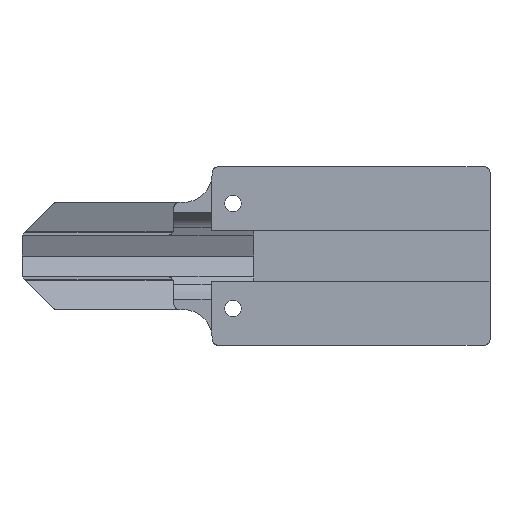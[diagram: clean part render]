
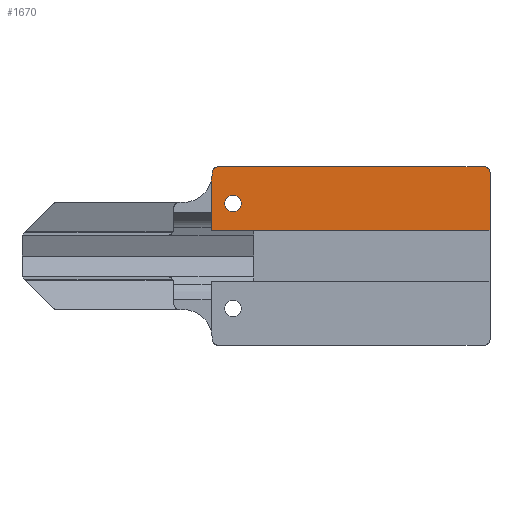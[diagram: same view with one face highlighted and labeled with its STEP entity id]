
A CAD part, front view. The second image highlights one B-rep face of the part: STEP entity #1670.
In plain terms, the highlighted planar face has unit normal (0, -1, 0).
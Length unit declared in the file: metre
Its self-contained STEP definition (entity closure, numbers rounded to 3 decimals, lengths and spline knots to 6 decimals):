
#36=CIRCLE('',#1781,0.001);
#37=CIRCLE('',#1782,0.001);
#38=CIRCLE('',#1783,0.005);
#39=CIRCLE('',#1784,0.0014);
#153=ORIENTED_EDGE('',*,*,#617,.T.);
#154=ORIENTED_EDGE('',*,*,#650,.T.);
#155=ORIENTED_EDGE('',*,*,#649,.F.);
#156=ORIENTED_EDGE('',*,*,#651,.T.);
#157=ORIENTED_EDGE('',*,*,#652,.T.);
#158=ORIENTED_EDGE('',*,*,#653,.F.);
#159=ORIENTED_EDGE('',*,*,#654,.F.);
#160=ORIENTED_EDGE('',*,*,#655,.F.);
#161=ORIENTED_EDGE('',*,*,#618,.T.);
#162=ORIENTED_EDGE('',*,*,#656,.F.);
#617=EDGE_CURVE('',#870,#869,#1036,.T.);
#618=EDGE_CURVE('',#859,#870,#1037,.T.);
#649=EDGE_CURVE('',#894,#893,#1060,.T.);
#650=EDGE_CURVE('',#869,#893,#36,.T.);
#651=EDGE_CURVE('',#894,#895,#37,.T.);
#652=EDGE_CURVE('',#895,#896,#38,.T.);
#653=EDGE_CURVE('',#897,#896,#1061,.T.);
#654=EDGE_CURVE('',#898,#897,#1062,.T.);
#655=EDGE_CURVE('',#859,#898,#1063,.F.);
#656=EDGE_CURVE('',#899,#899,#39,.T.);
#859=VERTEX_POINT('',#2411);
#869=VERTEX_POINT('',#2431);
#870=VERTEX_POINT('',#2433);
#893=VERTEX_POINT('',#2499);
#894=VERTEX_POINT('',#2501);
#895=VERTEX_POINT('',#2506);
#896=VERTEX_POINT('',#2508);
#897=VERTEX_POINT('',#2510);
#898=VERTEX_POINT('',#2512);
#899=VERTEX_POINT('',#2515);
#1036=LINE('',#2432,#1222);
#1037=LINE('',#2434,#1223);
#1060=LINE('',#2502,#1246);
#1061=LINE('',#2509,#1247);
#1062=LINE('',#2511,#1248);
#1063=LINE('',#2513,#1249);
#1222=VECTOR('',#1932,1.);
#1223=VECTOR('',#1933,1.);
#1246=VECTOR('',#1982,1.);
#1247=VECTOR('',#1991,1.);
#1248=VECTOR('',#1992,1.);
#1249=VECTOR('',#1993,1.);
#1405=EDGE_LOOP('',(#153,#154,#155,#156,#157,#158,#159,#160,#161));
#1406=EDGE_LOOP('',(#162));
#1504=FACE_BOUND('',#1405,.T.);
#1505=FACE_BOUND('',#1406,.T.);
#1603=PLANE('',#1780);
#1670=ADVANCED_FACE('',(#1504,#1505),#1603,.F.);
#1780=AXIS2_PLACEMENT_3D('',#2503,#1983,#1984);
#1781=AXIS2_PLACEMENT_3D('',#2504,#1985,#1986);
#1782=AXIS2_PLACEMENT_3D('',#2505,#1987,#1988);
#1783=AXIS2_PLACEMENT_3D('',#2507,#1989,#1990);
#1784=AXIS2_PLACEMENT_3D('',#2514,#1994,#1995);
#1932=DIRECTION('',(0.,0.,1.));
#1933=DIRECTION('',(0.,0.,1.));
#1982=DIRECTION('',(1.,0.,0.));
#1983=DIRECTION('',(0.,1.,0.));
#1984=DIRECTION('',(0.,0.,1.));
#1985=DIRECTION('',(0.,-1.,0.));
#1986=DIRECTION('',(0.,0.,-1.));
#1987=DIRECTION('',(0.,-1.,0.));
#1988=DIRECTION('',(0.,0.,1.));
#1989=DIRECTION('',(0.,1.,0.));
#1990=DIRECTION('',(0.,0.,1.));
#1991=DIRECTION('',(0.,0.,1.));
#1992=DIRECTION('',(0.,0.,1.));
#1993=DIRECTION('',(1.,0.,0.));
#1994=DIRECTION('',(0.,-1.,0.));
#1995=DIRECTION('',(0.,0.,1.));
#2411=CARTESIAN_POINT('',(0.101,0.042,0.0043));
#2431=CARTESIAN_POINT('',(0.101,0.042,0.014));
#2432=CARTESIAN_POINT('',(0.101,0.042,0.0145));
#2433=CARTESIAN_POINT('',(0.101,0.042,0.0045));
#2434=CARTESIAN_POINT('',(0.101,0.042,0.0045));
#2499=CARTESIAN_POINT('',(0.1,0.042,0.015));
#2501=CARTESIAN_POINT('',(0.055308,0.042,0.015));
#2502=CARTESIAN_POINT('',(0.057778,0.042,0.015));
#2503=CARTESIAN_POINT('',(0.057778,0.042,0.));
#2504=CARTESIAN_POINT('',(0.1,0.042,0.014));
#2505=CARTESIAN_POINT('',(0.055308,0.042,0.014));
#2506=CARTESIAN_POINT('',(0.054308,0.042,0.014));
#2507=CARTESIAN_POINT('',(0.049308,0.042,0.014));
#2508=CARTESIAN_POINT('',(0.054108,0.042,0.0126));
#2509=CARTESIAN_POINT('',(0.054108,0.042,-0.015));
#2510=CARTESIAN_POINT('',(0.054108,0.042,0.0045));
#2511=CARTESIAN_POINT('',(0.054108,0.042,0.0045));
#2512=CARTESIAN_POINT('',(0.054108,0.042,0.0043));
#2513=CARTESIAN_POINT('',(0.06125,0.042,0.0043));
#2514=CARTESIAN_POINT('',(0.057778,0.042,0.008825));
#2515=CARTESIAN_POINT('',(0.057778,0.042,0.010225));
